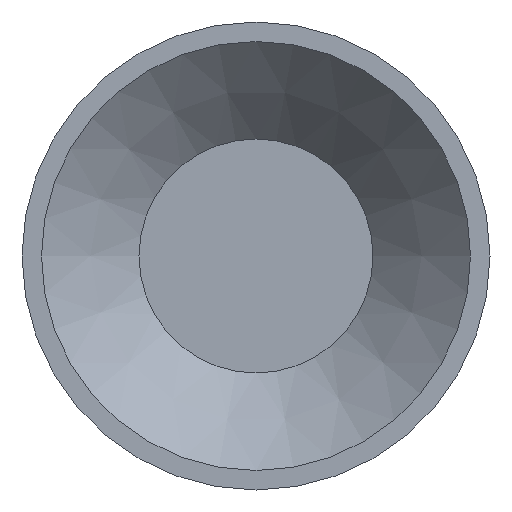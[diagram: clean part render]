
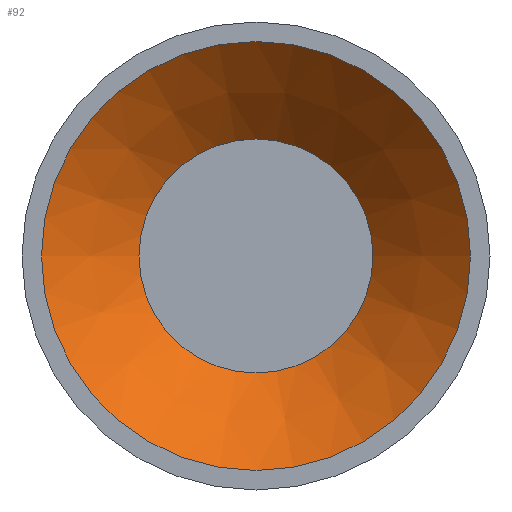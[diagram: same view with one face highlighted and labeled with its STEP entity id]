
A CAD part, front view. The second image highlights one B-rep face of the part: STEP entity #92.
In plain terms, the highlighted conical face has half-angle 45 degrees and reference radius 4.25 mm.
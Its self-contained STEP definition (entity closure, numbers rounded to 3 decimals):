
#18=CONICAL_SURFACE('',#125,4.25,0.785);
#20=LINE('',#182,#23);
#23=VECTOR('',#152,4.25);
#29=FACE_OUTER_BOUND('',#35,.T.);
#35=EDGE_LOOP('',(#76,#77,#78,#79,#80));
#44=CIRCLE('',#126,5.5);
#45=CIRCLE('',#127,3.);
#46=CIRCLE('',#128,3.);
#52=VERTEX_POINT('',#179);
#53=VERTEX_POINT('',#181);
#54=VERTEX_POINT('',#183);
#61=EDGE_CURVE('',#52,#52,#44,.T.);
#62=EDGE_CURVE('',#52,#53,#20,.T.);
#63=EDGE_CURVE('',#53,#54,#45,.T.);
#64=EDGE_CURVE('',#54,#53,#46,.T.);
#76=ORIENTED_EDGE('',*,*,#61,.T.);
#77=ORIENTED_EDGE('',*,*,#62,.T.);
#78=ORIENTED_EDGE('',*,*,#63,.T.);
#79=ORIENTED_EDGE('',*,*,#64,.T.);
#80=ORIENTED_EDGE('',*,*,#62,.F.);
#92=ADVANCED_FACE('',(#29),#18,.F.);
#125=AXIS2_PLACEMENT_3D('',#178,#148,#149);
#126=AXIS2_PLACEMENT_3D('',#180,#150,#151);
#127=AXIS2_PLACEMENT_3D('',#184,#153,#154);
#128=AXIS2_PLACEMENT_3D('',#185,#155,#156);
#148=DIRECTION('center_axis',(0.,-1.,0.));
#149=DIRECTION('ref_axis',(-1.,0.,0.));
#150=DIRECTION('center_axis',(0.,-1.,0.));
#151=DIRECTION('ref_axis',(-1.,0.,0.));
#152=DIRECTION('',(-0.707,0.707,0.));
#153=DIRECTION('center_axis',(0.,1.,0.));
#154=DIRECTION('ref_axis',(-1.,0.,0.));
#155=DIRECTION('center_axis',(0.,1.,0.));
#156=DIRECTION('ref_axis',(-1.,0.,0.));
#178=CARTESIAN_POINT('Origin',(0.,1.25,0.));
#179=CARTESIAN_POINT('',(5.5,0.,0.));
#180=CARTESIAN_POINT('Origin',(0.,0.,0.));
#181=CARTESIAN_POINT('',(3.,2.5,0.));
#182=CARTESIAN_POINT('',(4.25,1.25,0.));
#183=CARTESIAN_POINT('',(-3.,2.5,0.));
#184=CARTESIAN_POINT('Origin',(0.,2.5,0.));
#185=CARTESIAN_POINT('Origin',(0.,2.5,0.));
